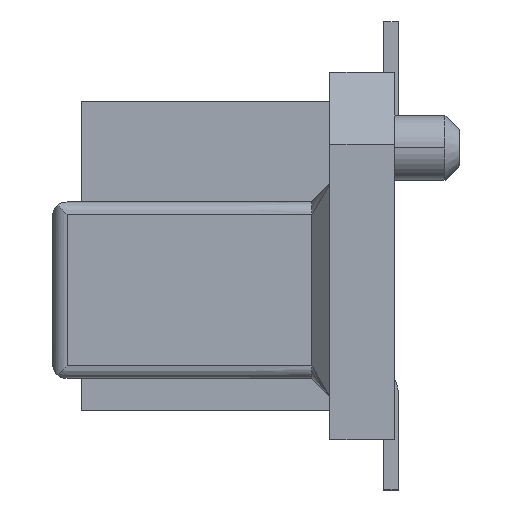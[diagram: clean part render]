
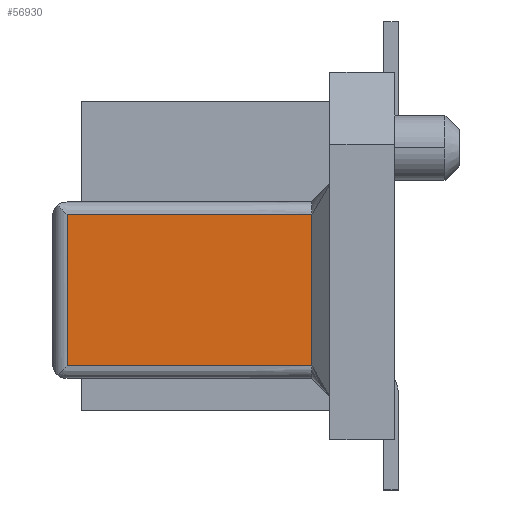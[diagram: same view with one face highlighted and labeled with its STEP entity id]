
A CAD part, left-side view. The second image highlights one B-rep face of the part: STEP entity #56930.
In plain terms, the highlighted planar face has unit normal (-1, 0, 0).
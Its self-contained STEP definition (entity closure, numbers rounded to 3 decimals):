
#56540=CARTESIAN_POINT('',(6.8,6.85,-0.475));
#56550=DIRECTION('',(-1.,0.,0.));
#56560=DIRECTION('',(0.,1.,0.));
#56570=AXIS2_PLACEMENT_3D('',#56540,#56550,#56560);
#56580=PLANE('',#56570);
#56590=CARTESIAN_POINT('',(6.8,8.55,0.576));
#56600=DIRECTION('',(0.,-1.,0.));
#56610=VECTOR('',#56600,1.);
#56620=LINE('',#56590,#56610);
#56630=CARTESIAN_POINT('',(6.8,8.55,
0.576));
#56640=VERTEX_POINT('',#56630);
#56650=CARTESIAN_POINT('',(6.8,5.15,0.576));
#56660=VERTEX_POINT('',#56650);
#56670=EDGE_CURVE('',#56640,#56660,#56620,.T.);
#56680=ORIENTED_EDGE('',*,*,#56670,.F.);
#56690=CARTESIAN_POINT('',(6.8,5.15,0.));
#56700=DIRECTION('',(0.,0.,1.));
#56710=VECTOR('',#56700,1.);
#56720=LINE('',#56690,#56710);
#56730=CARTESIAN_POINT('',(6.8,5.15,-1.526));
#56740=VERTEX_POINT('',#56730);
#56750=EDGE_CURVE('',#56740,#56660,#56720,.T.);
#56760=ORIENTED_EDGE('',*,*,#56750,.T.);
#56770=CARTESIAN_POINT('',(6.8,8.55,-1.526));
#56780=DIRECTION('',(0.,-1.,0.));
#56790=VECTOR('',#56780,1.);
#56800=LINE('',#56770,#56790);
#56810=CARTESIAN_POINT('',(6.8,8.55,
-1.526));
#56820=VERTEX_POINT('',#56810);
#56830=EDGE_CURVE('',#56820,#56740,#56800,.T.);
#56840=ORIENTED_EDGE('',*,*,#56830,.T.);
#56850=CARTESIAN_POINT('',(6.8,8.55,
-1.728));
#56860=DIRECTION('',(0.,0.,1.));
#56870=VECTOR('',#56860,1.);
#56880=LINE('',#56850,#56870);
#56890=EDGE_CURVE('',#56820,#56640,#56880,.T.);
#56900=ORIENTED_EDGE('',*,*,#56890,.F.);
#56910=EDGE_LOOP('',(#56900,#56840,#56760,#56680));
#56920=FACE_OUTER_BOUND('',#56910,.T.);
#56930=ADVANCED_FACE('',(#56920),#56580,.T.);
